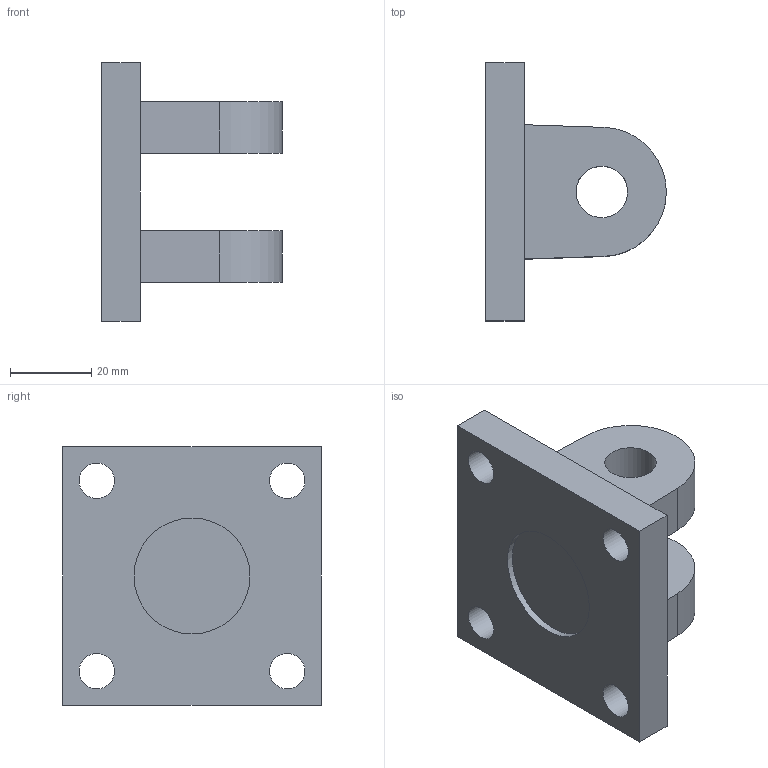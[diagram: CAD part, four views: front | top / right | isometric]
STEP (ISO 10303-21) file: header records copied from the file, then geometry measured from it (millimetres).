
FILE_DESCRIPTION(/* description */ ('Unknown'),/* implementation_level */ '2;1');
FILE_NAME(/* name */ '1309.200.09F',/* time_stamp */ '2019-09-30T09:29:38-04:00',/* author */ ('Unknown'),/* organization */ ('Unknown'),/* preprocessor_version */ 'ST-DEVELOPER v16.7',/* originating_system */ 'DEX',/* authorisation */ $);
FILE_SCHEMA (('AUTOMOTIVE_DESIGN {1 0 10303 214 3 1 1}'));
Length unit declared in the file: millimetre
Products named in the file (1): _DMR-2_b
Bounding box: 44.45 x 63.5 x 63.5 mm (x, y, z)
Volume: 57571.7 mm3; surface area: 17154.5 mm2
Topology: 1 solids, 1 shells, 24 faces, 57 edges, 38 vertices
Faces by surface type: plane 15, cylinder 9
Full cylindrical faces by diameter (mm): 8.731 x4, 12.7 x2, 28.5 x1
Entity records: 880 total; most frequent: DIRECTION 118, CARTESIAN_POINT 113, ORIENTED_EDGE 100, EDGE_CURVE 50, EDGE_LOOP 46, FACE_BOUND 46, AXIS2_PLACEMENT_3D 43, VERTEX_POINT 38
